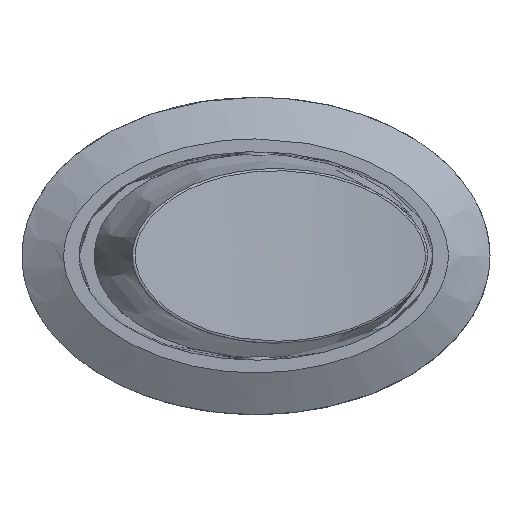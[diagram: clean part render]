
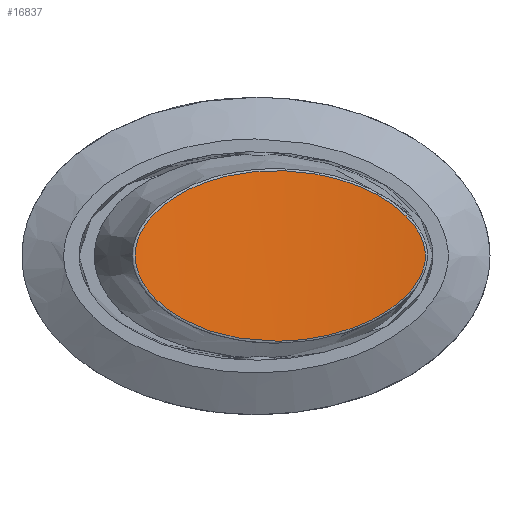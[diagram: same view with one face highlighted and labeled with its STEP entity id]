
A CAD part, top view. The second image highlights one B-rep face of the part: STEP entity #16837.
In plain terms, the highlighted cylindrical face has radius 35.361 mm (diameter 70.722 mm), a partial arc.
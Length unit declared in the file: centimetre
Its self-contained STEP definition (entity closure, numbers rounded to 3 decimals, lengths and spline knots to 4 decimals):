
#442=B_SPLINE_CURVE_WITH_KNOTS('',3,(#22637,#22638,#22639,#22640,#22641,
#22642,#22643,#22644,#22645,#22646,#22647,#22648,#22649,#22650,#22651,#22652,
#22653,#22654,#22655,#22656,#22657,#22658,#22659,#22660,#22661,#22662),
 .UNSPECIFIED.,.T.,.F.,(4,1,1,1,1,1,1,1,1,1,1,1,1,1,1,1,1,1,1,1,1,1,1,4),
(-0.1792,0.1629,0.505,0.676,
0.8043,0.847,1.0181,1.1036,1.1891,
1.4172,1.8733,2.1013,2.5574,2.8995,
3.0705,3.2416,3.3271,3.4126,3.5836,
3.7547,3.9257,4.0112,4.2678,4.6099),
 .UNSPECIFIED.);
#1767=CYLINDRICAL_SURFACE('',#17839,3.5361);
#1918=FACE_OUTER_BOUND('',#2898,.T.);
#2898=EDGE_LOOP('',(#11271));
#6665=VERTEX_POINT('',#22635);
#8481=EDGE_CURVE('',#6665,#6665,#442,.T.);
#11271=ORIENTED_EDGE('',*,*,#8481,.F.);
#16837=ADVANCED_FACE('',(#1918),#1767,.F.);
#17839=AXIS2_PLACEMENT_3D('',#22779,#18986,#18987);
#18986=DIRECTION('center_axis',(0.,-1.,0.));
#18987=DIRECTION('ref_axis',(-0.457,0.,-0.89));
#22635=CARTESIAN_POINT('',(0.1111,-0.4701,1.6618));
#22637=CARTESIAN_POINT('Ctrl Pts',(0.1111,-0.4701,1.6618));
#22638=CARTESIAN_POINT('Ctrl Pts',(0.0157,-0.4701,
1.6848));
#22639=CARTESIAN_POINT('Ctrl Pts',(-0.1728,-0.4491,
1.7386));
#22640=CARTESIAN_POINT('Ctrl Pts',(-0.393,-0.3654,
1.8219));
#22641=CARTESIAN_POINT('Ctrl Pts',(-0.5346,-0.2628,
1.8846));
#22642=CARTESIAN_POINT('Ctrl Pts',(-0.5975,-0.1912,
1.9146));
#22643=CARTESIAN_POINT('Ctrl Pts',(-0.6476,-0.1102,
1.9392));
#22644=CARTESIAN_POINT('Ctrl Pts',(-0.6736,-0.0247,
1.9525));
#22645=CARTESIAN_POINT('Ctrl Pts',(-0.6588,0.0744,
1.9449));
#22646=CARTESIAN_POINT('Ctrl Pts',(-0.6137,0.1793,
1.9223));
#22647=CARTESIAN_POINT('Ctrl Pts',(-0.4652,0.3356,
1.851));
#22648=CARTESIAN_POINT('Ctrl Pts',(-0.2329,0.4327,
1.7588));
#22649=CARTESIAN_POINT('Ctrl Pts',(0.0778,0.481,
1.6657));
#22650=CARTESIAN_POINT('Ctrl Pts',(0.3685,0.4597,
1.6042));
#22651=CARTESIAN_POINT('Ctrl Pts',(0.633,0.3656,
1.5751));
#22652=CARTESIAN_POINT('Ctrl Pts',(0.7976,0.2558,
1.5658));
#22653=CARTESIAN_POINT('Ctrl Pts',(0.8827,0.1638,1.564));
#22654=CARTESIAN_POINT('Ctrl Pts',(0.9257,0.0741,
1.5637));
#22655=CARTESIAN_POINT('Ctrl Pts',(0.9423,-0.0254,
1.5637));
#22656=CARTESIAN_POINT('Ctrl Pts',(0.8998,-0.1463,
1.5636));
#22657=CARTESIAN_POINT('Ctrl Pts',(0.797,-0.2559,
1.5659));
#22658=CARTESIAN_POINT('Ctrl Pts',(0.6947,-0.3247,
1.5716));
#22659=CARTESIAN_POINT('Ctrl Pts',(0.5623,-0.3906,
1.5828));
#22660=CARTESIAN_POINT('Ctrl Pts',(0.3756,-0.4515,
1.6057));
#22661=CARTESIAN_POINT('Ctrl Pts',(0.2065,-0.4701,
1.6389));
#22662=CARTESIAN_POINT('Ctrl Pts',(0.1111,-0.4701,
1.6618));
#22779=CARTESIAN_POINT('Origin',(0.9384,0.,
5.0998));
